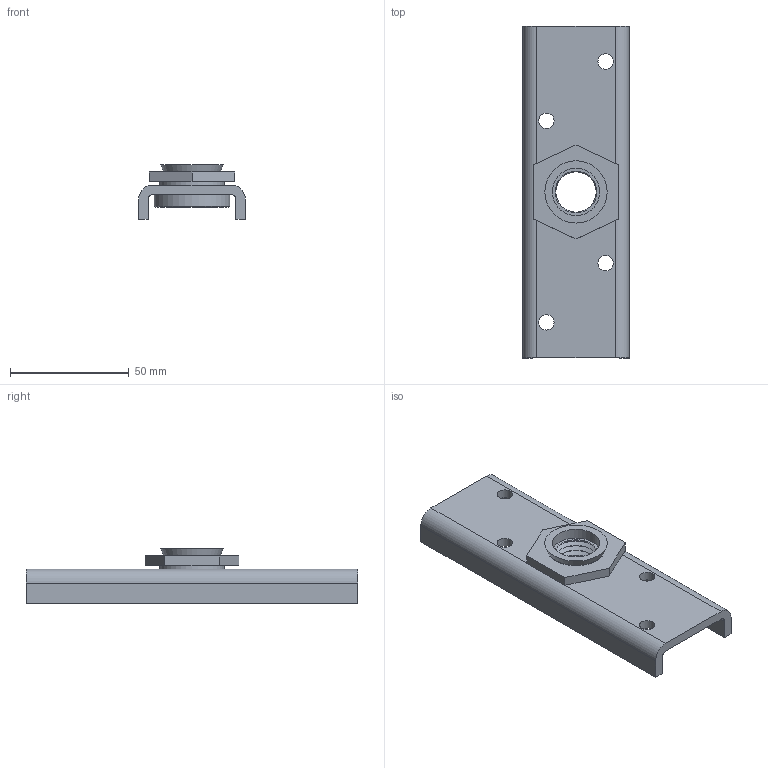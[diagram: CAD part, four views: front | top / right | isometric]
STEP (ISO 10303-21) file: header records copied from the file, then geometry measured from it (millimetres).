
FILE_DESCRIPTION( ( 'STEP AP214' ), '1' );
FILE_NAME( ' ', ' ', ( ' ' ), ( ' ' ), 'PSStep 11.0', 'VISI 17.0', ' ' );
FILE_SCHEMA( ( 'AUTOMOTIVE_DESIGN { 1 0 10303 214 1 1 1 1 }' ) );
Length unit declared in the file: millimetre
Products named in the file (3): 1; 2; 3
Bounding box: 45 x 140 x 23.1 mm (x, y, z)
Volume: 40471.3 mm3; surface area: 24715.6 mm2
Topology: 3 solids, 3 shells, 52 faces, 117 edges, 75 vertices
Faces by surface type: plane 24, cylinder 15, cone 13
Full cylindrical faces by diameter (mm): 6.5 x4, 20 x1, 20.5 x1, 24 x1, 24.2 x1, 27 x1, 27.6 x1, 32 x1
Entity records: 1797 total; most frequent: DIRECTION 244, CARTESIAN_POINT 217, ORIENTED_EDGE 180, AXIS2_PLACEMENT_3D 99, EDGE_LOOP 94, EDGE_CURVE 90, VERTEX_POINT 72, FACE_OUTER_BOUND 63
